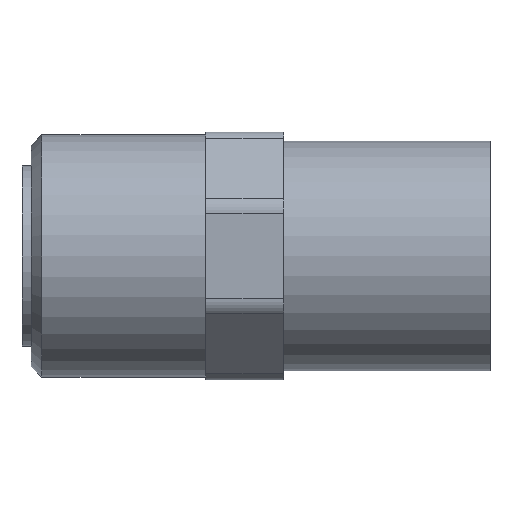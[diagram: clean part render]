
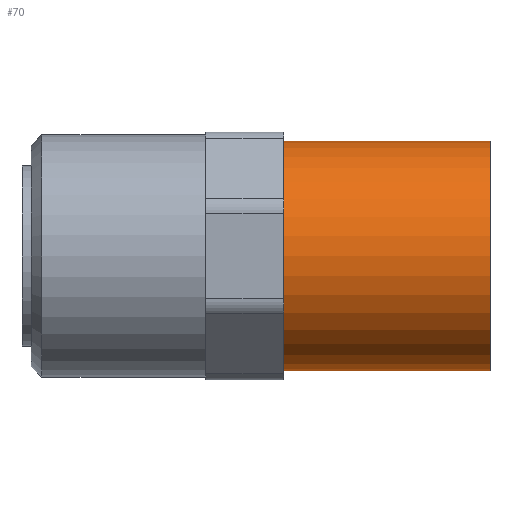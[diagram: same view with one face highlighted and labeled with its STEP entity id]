
A CAD part, front view. The second image highlights one B-rep face of the part: STEP entity #70.
In plain terms, the highlighted cylindrical face has radius 12.5 mm (diameter 25 mm), a full revolution.
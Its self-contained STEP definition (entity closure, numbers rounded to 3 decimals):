
#70 = ADVANCED_FACE( '', ( #153, #154 ), #155, .T. );
#153 = FACE_OUTER_BOUND( '', #248, .T. );
#154 = FACE_OUTER_BOUND( '', #249, .T. );
#155 = CYLINDRICAL_SURFACE( '', #250, 12.5 );
#248 = EDGE_LOOP( '', ( #390 ) );
#249 = EDGE_LOOP( '', ( #391 ) );
#250 = AXIS2_PLACEMENT_3D( '', #392, #393, #394 );
#390 = ORIENTED_EDGE( '', *, *, #569, .F. );
#391 = ORIENTED_EDGE( '', *, *, #570, .T. );
#392 = CARTESIAN_POINT( '', ( 0., 0., 0. ) );
#393 = DIRECTION( '', ( -1., 0., 0. ) );
#394 = DIRECTION( '', ( 0., 1., 0. ) );
#569 = EDGE_CURVE( '', #684, #684, #685, .T. );
#570 = EDGE_CURVE( '', #686, #686, #687, .T. );
#684 = VERTEX_POINT( '', #828 );
#685 = CIRCLE( '', #829, 12.5 );
#686 = VERTEX_POINT( '', #830 );
#687 = CIRCLE( '', #831, 12.5 );
#828 = CARTESIAN_POINT( '', ( 0., 12.5, 0. ) );
#829 = AXIS2_PLACEMENT_3D( '', #957, #958, #959 );
#830 = CARTESIAN_POINT( '', ( -22.5, 12.5, 0. ) );
#831 = AXIS2_PLACEMENT_3D( '', #960, #961, #962 );
#957 = CARTESIAN_POINT( '', ( 0., 0., 0. ) );
#958 = DIRECTION( '', ( 1., 0., 0. ) );
#959 = DIRECTION( '', ( 0., 1., 0. ) );
#960 = CARTESIAN_POINT( '', ( -22.5, 0., 0. ) );
#961 = DIRECTION( '', ( 1., 0., 0. ) );
#962 = DIRECTION( '', ( 0., 1., 0. ) );
